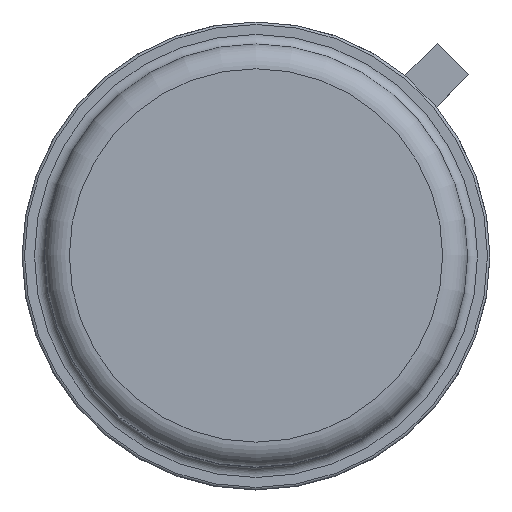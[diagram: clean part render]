
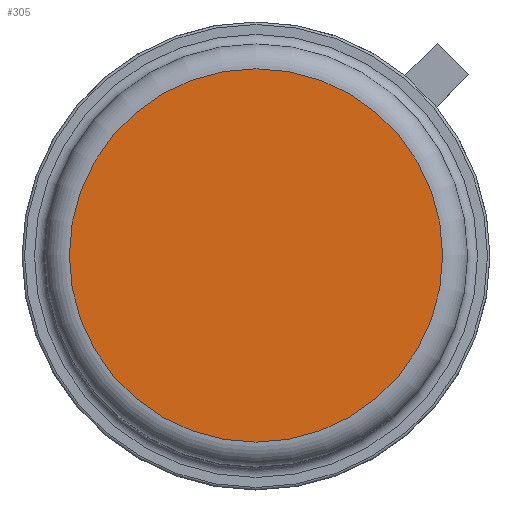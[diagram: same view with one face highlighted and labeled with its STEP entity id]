
A CAD part, top view. The second image highlights one B-rep face of the part: STEP entity #305.
In plain terms, the highlighted planar face has unit normal (0, 0, 1).
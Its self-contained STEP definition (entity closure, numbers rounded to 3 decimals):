
#63=PLANE('',#353);
#97=FACE_OUTER_BOUND('',#132,.T.);
#132=EDGE_LOOP('',(#245));
#162=CIRCLE('',#349,3.75);
#181=VERTEX_POINT('',#515);
#206=EDGE_CURVE('',#181,#181,#162,.T.);
#245=ORIENTED_EDGE('',*,*,#206,.F.);
#305=ADVANCED_FACE('',(#97),#63,.T.);
#349=AXIS2_PLACEMENT_3D('',#516,#416,#417);
#353=AXIS2_PLACEMENT_3D('',#522,#424,#425);
#416=DIRECTION('center_axis',(0.,0.,-1.));
#417=DIRECTION('ref_axis',(-1.,0.,0.));
#424=DIRECTION('center_axis',(0.,0.,1.));
#425=DIRECTION('ref_axis',(1.,0.,0.));
#515=CARTESIAN_POINT('',(3.75,0.,11.25));
#516=CARTESIAN_POINT('Origin',(0.,0.,11.25));
#522=CARTESIAN_POINT('Origin',(0.,0.,11.25));
